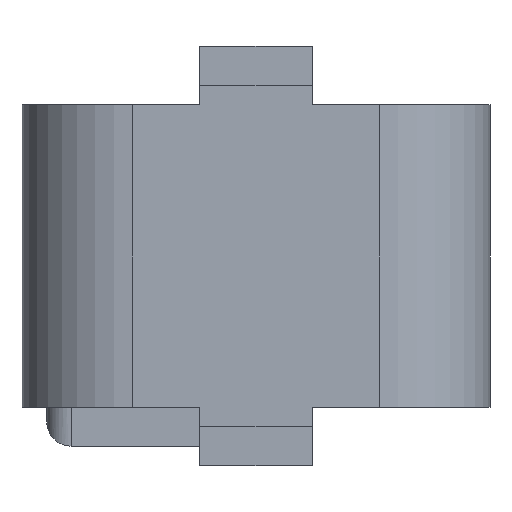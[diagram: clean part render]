
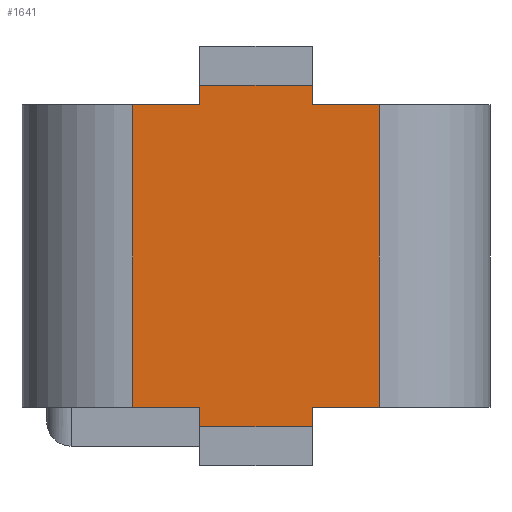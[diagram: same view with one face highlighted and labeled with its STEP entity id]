
A CAD part, front view. The second image highlights one B-rep face of the part: STEP entity #1641.
In plain terms, the highlighted planar face has unit normal (0, -1, 0).
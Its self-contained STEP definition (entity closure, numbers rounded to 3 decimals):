
#16 = DIRECTION ( 'NONE',  ( 0., 0., -1. ) ) ;
#21 = CARTESIAN_POINT ( 'NONE',  ( 2.575, -0.4, 0. ) ) ;
#45 = VERTEX_POINT ( 'NONE', #2956 ) ;
#81 = VECTOR ( 'NONE', #586, 1000. ) ;
#92 = LINE ( 'NONE', #1291, #1680 ) ;
#110 = CARTESIAN_POINT ( 'NONE',  ( 1.425, -0.4, 3.3 ) ) ;
#130 = CARTESIAN_POINT ( 'NONE',  ( 1.425, -0.4, 3.3 ) ) ;
#139 = EDGE_CURVE ( 'NONE', #1234, #300, #1675, .T. ) ;
#200 = VERTEX_POINT ( 'NONE', #2772 ) ;
#298 = LINE ( 'NONE', #1220, #1985 ) ;
#300 = VERTEX_POINT ( 'NONE', #3065 ) ;
#349 = EDGE_CURVE ( 'NONE', #200, #2633, #1257, .T. ) ;
#354 = EDGE_CURVE ( 'NONE', #1586, #2633, #1364, .T. ) ;
#361 = DIRECTION ( 'NONE',  ( 0., 0., 1. ) ) ;
#382 = LINE ( 'NONE', #1727, #537 ) ;
#466 = LINE ( 'NONE', #736, #3141 ) ;
#537 = VECTOR ( 'NONE', #1966, 1000. ) ;
#574 = CARTESIAN_POINT ( 'NONE',  ( 2.575, -0.4, 3.1 ) ) ;
#580 = EDGE_CURVE ( 'NONE', #2729, #1832, #679, .T. ) ;
#586 = DIRECTION ( 'NONE',  ( 1., 0., 0. ) ) ;
#615 = CARTESIAN_POINT ( 'NONE',  ( 0., -0.4, 3.1 ) ) ;
#679 = LINE ( 'NONE', #3155, #916 ) ;
#697 = VERTEX_POINT ( 'NONE', #2414 ) ;
#730 = CARTESIAN_POINT ( 'NONE',  ( 2.575, -0.4, 0. ) ) ;
#736 = CARTESIAN_POINT ( 'NONE',  ( 1.425, -0.4, 0. ) ) ;
#766 = AXIS2_PLACEMENT_3D ( 'NONE', #615, #2812, #361 ) ;
#771 = EDGE_CURVE ( 'NONE', #200, #2729, #382, .T. ) ;
#799 = LINE ( 'NONE', #2184, #2743 ) ;
#916 = VECTOR ( 'NONE', #1156, 1000. ) ;
#1017 = ORIENTED_EDGE ( 'NONE', *, *, #349, .T. ) ;
#1067 = ORIENTED_EDGE ( 'NONE', *, *, #2320, .T. ) ;
#1099 = ORIENTED_EDGE ( 'NONE', *, *, #3112, .T. ) ;
#1156 = DIRECTION ( 'NONE',  ( 0., 0., -1. ) ) ;
#1157 = CARTESIAN_POINT ( 'NONE',  ( 3.263, -0.4, 3.1 ) ) ;
#1163 = DIRECTION ( 'NONE',  ( 1., 0., 0. ) ) ;
#1189 = EDGE_LOOP ( 'NONE', ( #2424, #1099, #2708, #2444, #1219, #1292, #1876, #1017, #3049, #2945, #1964, #1067 ) ) ;
#1219 = ORIENTED_EDGE ( 'NONE', *, *, #1825, .T. ) ;
#1220 = CARTESIAN_POINT ( 'NONE',  ( 2.575, -0.4, -0.2 ) ) ;
#1234 = VERTEX_POINT ( 'NONE', #730 ) ;
#1257 = LINE ( 'NONE', #574, #2253 ) ;
#1271 = DIRECTION ( 'NONE',  ( 0., 0., 1. ) ) ;
#1291 = CARTESIAN_POINT ( 'NONE',  ( 0., -0.4, 0. ) ) ;
#1292 = ORIENTED_EDGE ( 'NONE', *, *, #580, .F. ) ;
#1329 = CARTESIAN_POINT ( 'NONE',  ( 0., -0.4, 3.1 ) ) ;
#1364 = LINE ( 'NONE', #130, #81 ) ;
#1397 = EDGE_CURVE ( 'NONE', #697, #1586, #2896, .T. ) ;
#1444 = CARTESIAN_POINT ( 'NONE',  ( 3.263, -0.4, 0. ) ) ;
#1468 = EDGE_CURVE ( 'NONE', #2640, #45, #92, .T. ) ;
#1472 = DIRECTION ( 'NONE',  ( -1., 0., 0. ) ) ;
#1495 = DIRECTION ( 'NONE',  ( 0., 0., -1. ) ) ;
#1520 = CARTESIAN_POINT ( 'NONE',  ( 1.425, -0.4, -0.2 ) ) ;
#1545 = DIRECTION ( 'NONE',  ( 1., 0., 0. ) ) ;
#1586 = VERTEX_POINT ( 'NONE', #110 ) ;
#1590 = VECTOR ( 'NONE', #2563, 1000. ) ;
#1605 = FACE_OUTER_BOUND ( 'NONE', #1189, .T. ) ;
#1641 = ADVANCED_FACE ( 'NONE', ( #1605 ), #3079, .F. ) ;
#1675 = LINE ( 'NONE', #21, #2700 ) ;
#1680 = VECTOR ( 'NONE', #1545, 1000. ) ;
#1727 = CARTESIAN_POINT ( 'NONE',  ( 0., -0.4, 3.1 ) ) ;
#1825 = EDGE_CURVE ( 'NONE', #1234, #1832, #2175, .T. ) ;
#1832 = VERTEX_POINT ( 'NONE', #1444 ) ;
#1876 = ORIENTED_EDGE ( 'NONE', *, *, #771, .F. ) ;
#1886 = CARTESIAN_POINT ( 'NONE',  ( 0., -0.4, 0. ) ) ;
#1964 = ORIENTED_EDGE ( 'NONE', *, *, #2582, .F. ) ;
#1966 = DIRECTION ( 'NONE',  ( 1., 0., 0. ) ) ;
#1985 = VECTOR ( 'NONE', #1472, 1000. ) ;
#2005 = LINE ( 'NONE', #1329, #1590 ) ;
#2067 = CARTESIAN_POINT ( 'NONE',  ( 2.575, -0.4, 3.3 ) ) ;
#2140 = VECTOR ( 'NONE', #1271, 1000. ) ;
#2147 = CARTESIAN_POINT ( 'NONE',  ( 0.737, -0.4, 3.1 ) ) ;
#2175 = LINE ( 'NONE', #1886, #2576 ) ;
#2184 = CARTESIAN_POINT ( 'NONE',  ( 0.737, -0.4, 3.1 ) ) ;
#2216 = VERTEX_POINT ( 'NONE', #2147 ) ;
#2253 = VECTOR ( 'NONE', #2291, 1000. ) ;
#2291 = DIRECTION ( 'NONE',  ( 0., 0., 1. ) ) ;
#2320 = EDGE_CURVE ( 'NONE', #2216, #2640, #799, .T. ) ;
#2325 = EDGE_CURVE ( 'NONE', #300, #3078, #298, .T. ) ;
#2327 = CARTESIAN_POINT ( 'NONE',  ( 0.737, -0.4, 0. ) ) ;
#2414 = CARTESIAN_POINT ( 'NONE',  ( 1.425, -0.4, 3.1 ) ) ;
#2424 = ORIENTED_EDGE ( 'NONE', *, *, #1468, .T. ) ;
#2444 = ORIENTED_EDGE ( 'NONE', *, *, #139, .F. ) ;
#2481 = DIRECTION ( 'NONE',  ( 0., 0., -1. ) ) ;
#2563 = DIRECTION ( 'NONE',  ( 1., 0., 0. ) ) ;
#2576 = VECTOR ( 'NONE', #1163, 1000. ) ;
#2582 = EDGE_CURVE ( 'NONE', #2216, #697, #2005, .T. ) ;
#2633 = VERTEX_POINT ( 'NONE', #2067 ) ;
#2640 = VERTEX_POINT ( 'NONE', #2327 ) ;
#2700 = VECTOR ( 'NONE', #2481, 1000. ) ;
#2708 = ORIENTED_EDGE ( 'NONE', *, *, #2325, .F. ) ;
#2729 = VERTEX_POINT ( 'NONE', #1157 ) ;
#2743 = VECTOR ( 'NONE', #16, 1000. ) ;
#2772 = CARTESIAN_POINT ( 'NONE',  ( 2.575, -0.4, 3.1 ) ) ;
#2812 = DIRECTION ( 'NONE',  ( 0., 1., 0. ) ) ;
#2896 = LINE ( 'NONE', #3004, #2140 ) ;
#2945 = ORIENTED_EDGE ( 'NONE', *, *, #1397, .F. ) ;
#2956 = CARTESIAN_POINT ( 'NONE',  ( 1.425, -0.4, 0. ) ) ;
#3004 = CARTESIAN_POINT ( 'NONE',  ( 1.425, -0.4, 3.1 ) ) ;
#3049 = ORIENTED_EDGE ( 'NONE', *, *, #354, .F. ) ;
#3065 = CARTESIAN_POINT ( 'NONE',  ( 2.575, -0.4, -0.2 ) ) ;
#3078 = VERTEX_POINT ( 'NONE', #1520 ) ;
#3079 = PLANE ( 'NONE',  #766 ) ;
#3112 = EDGE_CURVE ( 'NONE', #45, #3078, #466, .T. ) ;
#3141 = VECTOR ( 'NONE', #1495, 1000. ) ;
#3155 = CARTESIAN_POINT ( 'NONE',  ( 3.263, -0.4, 3.1 ) ) ;
